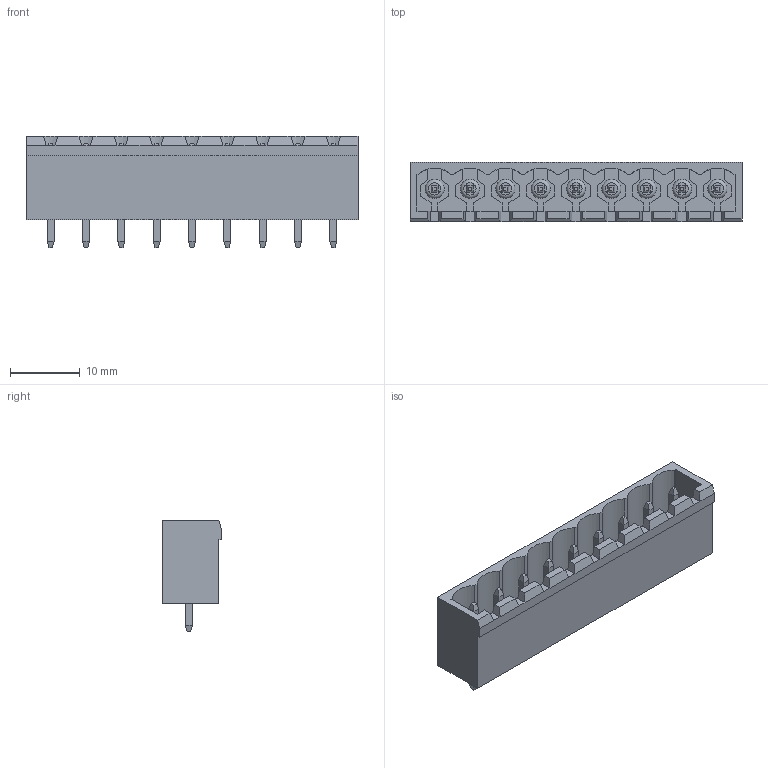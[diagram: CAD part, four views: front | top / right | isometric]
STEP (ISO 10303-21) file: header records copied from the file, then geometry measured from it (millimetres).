
FILE_DESCRIPTION( ( 'Unknown' ), '1' );
FILE_NAME( '691311500109.stp', 'Unknown', ( 'Unknown' ), ( 'Unknown' ), 'PSStep 15.0.49', 'Unknown', ' ' );
FILE_SCHEMA( ( 'AUTOMOTIVE_DESIGN { 1 0 10303 214 1 1 1 1 }' ) );
Length unit declared in the file: millimetre
Products named in the file (3): Assem1; 6913115001xx_PIN; 691311500109
Assembly tree (10 placements, depth 2):
  Assem1
    6913115001xx_PIN  x9
    691311500109
Bounding box: 47.72 x 8.5 x 16 mm (x, y, z)
Volume: 1997 mm3; surface area: 4445.1 mm2
Topology: 10 solids, 10 shells, 438 faces, 1164 edges, 746 vertices
Faces by surface type: plane 411, cylinder 18, torus 9
Full cylindrical faces by diameter (mm): 2.75 x9
Entity records: 13090 total; most frequent: CARTESIAN_POINT 1859, ORIENTED_EDGE 1826, DIRECTION 1650, EDGE_CURVE 913, LINE 850, VECTOR 850, VERTEX_POINT 609, AXIS2_PLACEMENT_3D 400
